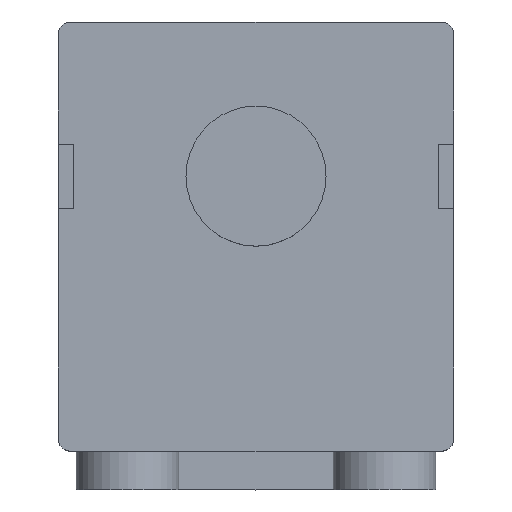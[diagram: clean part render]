
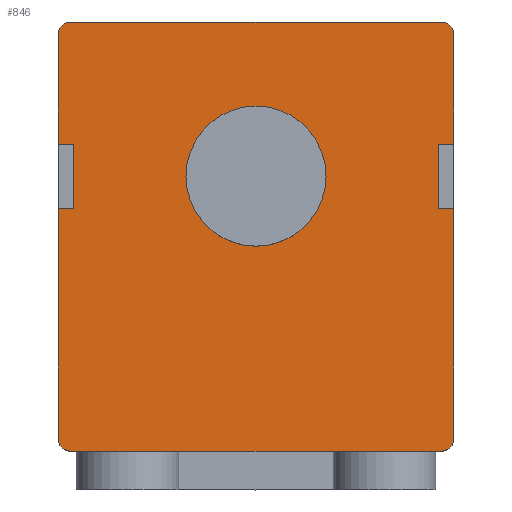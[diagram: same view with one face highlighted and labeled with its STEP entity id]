
A CAD part, top view. The second image highlights one B-rep face of the part: STEP entity #846.
In plain terms, the highlighted planar face has unit normal (0, 0, 1).
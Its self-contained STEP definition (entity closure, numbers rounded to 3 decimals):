
#18=FACE_BOUND('',#134,.T.);
#41=PLANE('',#922);
#83=FACE_OUTER_BOUND('',#133,.T.);
#133=EDGE_LOOP('',(#701,#702,#703,#704,#705,#706,#707,#708,#709,#710,#711,
#712,#713,#714,#715,#716,#717,#718));
#134=EDGE_LOOP('',(#719));
#180=LINE('',#1282,#275);
#183=LINE('',#1287,#278);
#186=LINE('',#1293,#281);
#200=LINE('',#1323,#295);
#204=LINE('',#1331,#299);
#207=LINE('',#1337,#302);
#213=LINE('',#1348,#308);
#214=LINE('',#1350,#309);
#215=LINE('',#1355,#310);
#216=LINE('',#1359,#311);
#217=LINE('',#1361,#312);
#218=LINE('',#1363,#313);
#219=LINE('',#1365,#314);
#220=LINE('',#1367,#315);
#275=VECTOR('',#1044,10.);
#278=VECTOR('',#1049,10.);
#281=VECTOR('',#1054,10.);
#295=VECTOR('',#1078,10.);
#299=VECTOR('',#1082,10.);
#302=VECTOR('',#1087,10.);
#308=VECTOR('',#1097,10.);
#309=VECTOR('',#1100,10.);
#310=VECTOR('',#1105,10.);
#311=VECTOR('',#1108,10.);
#312=VECTOR('',#1109,10.);
#313=VECTOR('',#1110,10.);
#314=VECTOR('',#1111,10.);
#315=VECTOR('',#1112,10.);
#358=CIRCLE('',#923,0.5);
#359=CIRCLE('',#924,0.5);
#360=CIRCLE('',#925,0.5);
#361=CIRCLE('',#926,0.5);
#362=CIRCLE('',#927,2.725);
#385=VERTEX_POINT('',#1241);
#394=VERTEX_POINT('',#1267);
#397=VERTEX_POINT('',#1281);
#400=VERTEX_POINT('',#1291);
#410=VERTEX_POINT('',#1320);
#411=VERTEX_POINT('',#1322);
#414=VERTEX_POINT('',#1328);
#415=VERTEX_POINT('',#1330);
#417=VERTEX_POINT('',#1336);
#420=VERTEX_POINT('',#1346);
#421=VERTEX_POINT('',#1352);
#422=VERTEX_POINT('',#1354);
#423=VERTEX_POINT('',#1356);
#424=VERTEX_POINT('',#1358);
#425=VERTEX_POINT('',#1360);
#426=VERTEX_POINT('',#1362);
#427=VERTEX_POINT('',#1364);
#428=VERTEX_POINT('',#1366);
#429=VERTEX_POINT('',#1370);
#489=EDGE_CURVE('',#397,#385,#180,.T.);
#492=EDGE_CURVE('',#385,#394,#183,.T.);
#495=EDGE_CURVE('',#394,#400,#186,.T.);
#509=EDGE_CURVE('',#411,#410,#200,.T.);
#513=EDGE_CURVE('',#415,#414,#204,.T.);
#516=EDGE_CURVE('',#411,#417,#207,.T.);
#522=EDGE_CURVE('',#420,#414,#213,.T.);
#523=EDGE_CURVE('',#417,#420,#214,.T.);
#524=EDGE_CURVE('',#421,#410,#358,.T.);
#525=EDGE_CURVE('',#421,#422,#215,.T.);
#526=EDGE_CURVE('',#423,#422,#359,.T.);
#527=EDGE_CURVE('',#423,#424,#216,.T.);
#528=EDGE_CURVE('',#424,#425,#217,.T.);
#529=EDGE_CURVE('',#425,#426,#218,.T.);
#530=EDGE_CURVE('',#426,#427,#219,.T.);
#531=EDGE_CURVE('',#427,#428,#220,.T.);
#532=EDGE_CURVE('',#397,#428,#360,.T.);
#533=EDGE_CURVE('',#415,#400,#361,.T.);
#534=EDGE_CURVE('',#429,#429,#362,.T.);
#701=ORIENTED_EDGE('',*,*,#522,.F.);
#702=ORIENTED_EDGE('',*,*,#523,.F.);
#703=ORIENTED_EDGE('',*,*,#516,.F.);
#704=ORIENTED_EDGE('',*,*,#509,.T.);
#705=ORIENTED_EDGE('',*,*,#524,.F.);
#706=ORIENTED_EDGE('',*,*,#525,.T.);
#707=ORIENTED_EDGE('',*,*,#526,.F.);
#708=ORIENTED_EDGE('',*,*,#527,.T.);
#709=ORIENTED_EDGE('',*,*,#528,.T.);
#710=ORIENTED_EDGE('',*,*,#529,.T.);
#711=ORIENTED_EDGE('',*,*,#530,.T.);
#712=ORIENTED_EDGE('',*,*,#531,.T.);
#713=ORIENTED_EDGE('',*,*,#532,.F.);
#714=ORIENTED_EDGE('',*,*,#489,.T.);
#715=ORIENTED_EDGE('',*,*,#492,.T.);
#716=ORIENTED_EDGE('',*,*,#495,.T.);
#717=ORIENTED_EDGE('',*,*,#533,.F.);
#718=ORIENTED_EDGE('',*,*,#513,.T.);
#719=ORIENTED_EDGE('',*,*,#534,.T.);
#846=ADVANCED_FACE('',(#83,#18),#41,.T.);
#922=AXIS2_PLACEMENT_3D('',#1351,#1101,#1102);
#923=AXIS2_PLACEMENT_3D('',#1353,#1103,#1104);
#924=AXIS2_PLACEMENT_3D('',#1357,#1106,#1107);
#925=AXIS2_PLACEMENT_3D('',#1368,#1113,#1114);
#926=AXIS2_PLACEMENT_3D('',#1369,#1115,#1116);
#927=AXIS2_PLACEMENT_3D('',#1371,#1117,#1118);
#1044=DIRECTION('',(1.,0.,0.));
#1049=DIRECTION('',(1.,0.,0.));
#1054=DIRECTION('',(1.,0.,0.));
#1078=DIRECTION('',(0.,1.,0.));
#1082=DIRECTION('',(0.,1.,0.));
#1087=DIRECTION('',(-1.,0.,0.));
#1097=DIRECTION('',(1.,0.,0.));
#1100=DIRECTION('',(0.,-1.,0.));
#1101=DIRECTION('center_axis',(0.,0.,1.));
#1102=DIRECTION('ref_axis',(1.,0.,0.));
#1103=DIRECTION('center_axis',(0.,0.,-1.));
#1104=DIRECTION('ref_axis',(0.707,0.707,0.));
#1105=DIRECTION('',(-1.,0.,0.));
#1106=DIRECTION('center_axis',(0.,0.,-1.));
#1107=DIRECTION('ref_axis',(-0.707,0.707,0.));
#1108=DIRECTION('',(0.,-1.,0.));
#1109=DIRECTION('',(1.,0.,0.));
#1110=DIRECTION('',(0.,-1.,0.));
#1111=DIRECTION('',(-1.,0.,0.));
#1112=DIRECTION('',(0.,-1.,0.));
#1113=DIRECTION('center_axis',(0.,0.,-1.));
#1114=DIRECTION('ref_axis',(-0.707,-0.707,0.));
#1115=DIRECTION('center_axis',(0.,0.,-1.));
#1116=DIRECTION('ref_axis',(0.707,-0.707,0.));
#1117=DIRECTION('center_axis',(0.,0.,-1.));
#1118=DIRECTION('ref_axis',(-1.,0.,0.));
#1241=CARTESIAN_POINT('',(-5.,-8.35,6.6));
#1267=CARTESIAN_POINT('',(5.,-8.35,6.6));
#1281=CARTESIAN_POINT('',(-7.2,-8.35,6.6));
#1282=CARTESIAN_POINT('',(7.7,-8.35,6.6));
#1287=CARTESIAN_POINT('',(7.7,-8.35,6.6));
#1291=CARTESIAN_POINT('',(7.2,-8.35,6.6));
#1293=CARTESIAN_POINT('',(7.7,-8.35,6.6));
#1320=CARTESIAN_POINT('',(7.7,7.85,6.6));
#1322=CARTESIAN_POINT('',(7.7,3.6,6.6));
#1323=CARTESIAN_POINT('',(7.7,8.35,6.6));
#1328=CARTESIAN_POINT('',(7.7,1.1,6.6));
#1330=CARTESIAN_POINT('',(7.7,-7.85,6.6));
#1331=CARTESIAN_POINT('',(7.7,8.35,6.6));
#1336=CARTESIAN_POINT('',(7.1,3.6,6.6));
#1337=CARTESIAN_POINT('',(3.85,3.6,6.6));
#1346=CARTESIAN_POINT('',(7.1,1.1,6.6));
#1348=CARTESIAN_POINT('',(3.85,1.1,6.6));
#1350=CARTESIAN_POINT('',(7.1,1.175,6.6));
#1351=CARTESIAN_POINT('Origin',(0.,0.,6.6));
#1352=CARTESIAN_POINT('',(7.2,8.35,6.6));
#1353=CARTESIAN_POINT('Origin',(7.2,7.85,6.6));
#1354=CARTESIAN_POINT('',(-7.2,8.35,6.6));
#1355=CARTESIAN_POINT('',(-7.7,8.35,6.6));
#1356=CARTESIAN_POINT('',(-7.7,7.85,6.6));
#1357=CARTESIAN_POINT('Origin',(-7.2,7.85,6.6));
#1358=CARTESIAN_POINT('',(-7.7,3.6,6.6));
#1359=CARTESIAN_POINT('',(-7.7,-8.35,6.6));
#1360=CARTESIAN_POINT('',(-7.1,3.6,6.6));
#1361=CARTESIAN_POINT('',(-3.85,3.6,6.6));
#1362=CARTESIAN_POINT('',(-7.1,1.1,6.6));
#1363=CARTESIAN_POINT('',(-7.1,1.175,6.6));
#1364=CARTESIAN_POINT('',(-7.7,1.1,6.6));
#1365=CARTESIAN_POINT('',(-3.85,1.1,6.6));
#1366=CARTESIAN_POINT('',(-7.7,-7.85,6.6));
#1367=CARTESIAN_POINT('',(-7.7,-8.35,6.6));
#1368=CARTESIAN_POINT('Origin',(-7.2,-7.85,6.6));
#1369=CARTESIAN_POINT('Origin',(7.2,-7.85,6.6));
#1370=CARTESIAN_POINT('',(2.725,2.35,6.6));
#1371=CARTESIAN_POINT('Origin',(0.,2.35,6.6));
